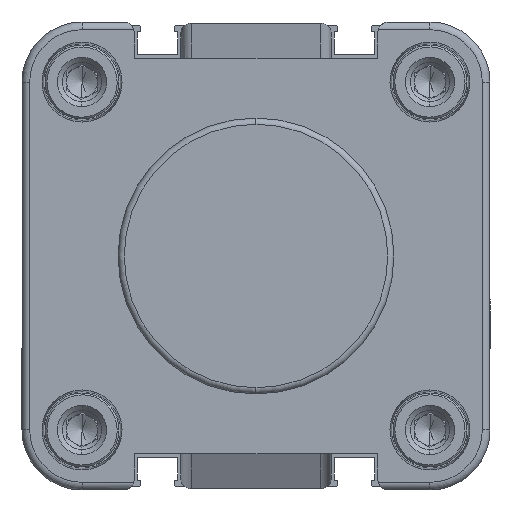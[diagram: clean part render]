
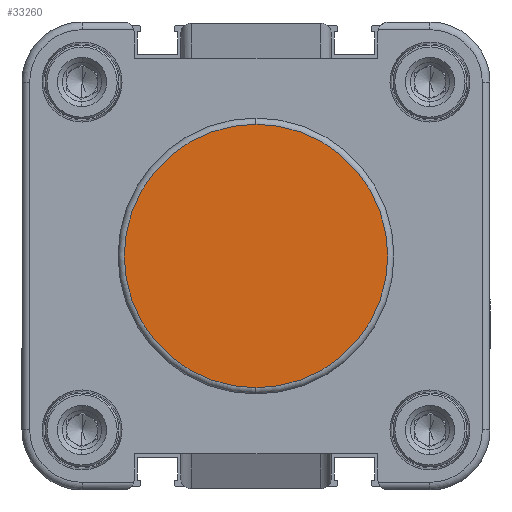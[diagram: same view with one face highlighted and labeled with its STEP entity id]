
A CAD part, left-side view. The second image highlights one B-rep face of the part: STEP entity #33260.
In plain terms, the highlighted planar face has unit normal (-1, 0, 0).
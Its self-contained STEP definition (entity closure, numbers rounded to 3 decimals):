
#1681 = VERTEX_POINT ( 'NONE', #9990 ) ;
#6395 = AXIS2_PLACEMENT_3D ( 'NONE', #18943, #16233, #7892 ) ;
#6423 = CIRCLE ( 'NONE', #34352, 21.4 ) ;
#7025 = VERTEX_POINT ( 'NONE', #22433 ) ;
#7892 = DIRECTION ( 'NONE',  ( 0., 0., -1. ) ) ;
#7929 = CIRCLE ( 'NONE', #6395, 21.4 ) ;
#8952 = CARTESIAN_POINT ( 'NONE',  ( 0., 0., 0. ) ) ;
#9189 = DIRECTION ( 'NONE',  ( -1., 0., 0. ) ) ;
#9990 = CARTESIAN_POINT ( 'NONE',  ( 0., 0., -21.4 ) ) ;
#12500 = ORIENTED_EDGE ( 'NONE', *, *, #26769, .T. ) ;
#12743 = DIRECTION ( 'NONE',  ( 0., 0., -1. ) ) ;
#15515 = DIRECTION ( 'NONE',  ( 1., 0., 0. ) ) ;
#16233 = DIRECTION ( 'NONE',  ( -1., 0., 0. ) ) ;
#17645 = CARTESIAN_POINT ( 'NONE',  ( 0., 22.4, 0. ) ) ;
#18943 = CARTESIAN_POINT ( 'NONE',  ( 0., 0., 0. ) ) ;
#22433 = CARTESIAN_POINT ( 'NONE',  ( 0., 0., 21.4 ) ) ;
#23044 = EDGE_CURVE ( 'NONE', #1681, #7025, #7929, .T. ) ;
#25521 = DIRECTION ( 'NONE',  ( 0., 0., -1. ) ) ;
#25628 = ORIENTED_EDGE ( 'NONE', *, *, #23044, .T. ) ;
#26769 = EDGE_CURVE ( 'NONE', #7025, #1681, #6423, .T. ) ;
#28044 = AXIS2_PLACEMENT_3D ( 'NONE', #17645, #15515, #12743 ) ;
#29537 = PLANE ( 'NONE',  #28044 ) ;
#32193 = EDGE_LOOP ( 'NONE', ( #25628, #12500 ) ) ;
#33260 = ADVANCED_FACE ( 'NONE', ( #33528 ), #29537, .F. ) ;
#33528 = FACE_OUTER_BOUND ( 'NONE', #32193, .T. ) ;
#34352 = AXIS2_PLACEMENT_3D ( 'NONE', #8952, #9189, #25521 ) ;
